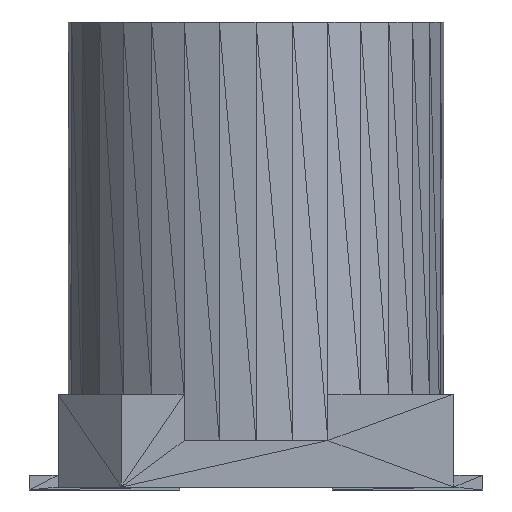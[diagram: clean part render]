
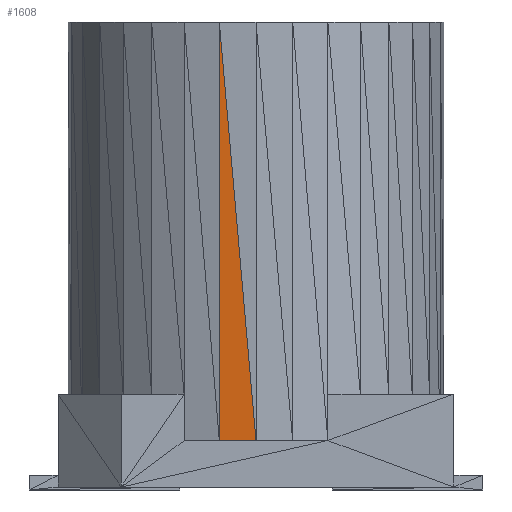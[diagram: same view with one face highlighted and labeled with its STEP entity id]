
A CAD part, front view. The second image highlights one B-rep face of the part: STEP entity #1608.
In plain terms, the highlighted planar face has unit normal (-0.098, -0.995, 0).
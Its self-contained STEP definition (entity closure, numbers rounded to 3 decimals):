
#1608=ADVANCED_FACE('',(#1609),#1635,.F.);
#1609=FACE_OUTER_BOUND('',#1610,.T.);
#1610=EDGE_LOOP('',(#1611,#1613,#1615));
#1611=ORIENTED_EDGE('',*,*,#1612,.T.);
#1612=EDGE_CURVE('',#1617,#1619,#1621,.T.);
#1613=ORIENTED_EDGE('',*,*,#1614,.T.);
#1614=EDGE_CURVE('',#1619,#1625,#1627,.T.);
#1615=ORIENTED_EDGE('',*,*,#1616,.T.);
#1616=EDGE_CURVE('',#1625,#1617,#1631,.T.);
#1617=VERTEX_POINT('',#1618);
#1618=CARTESIAN_POINT('',(-0.631,-3.171,8.052));
#1619=VERTEX_POINT('',#1620);
#1620=CARTESIAN_POINT('',(0.0,-3.233,0.851));
#1621=LINE('',#1622,#1623);
#1622=CARTESIAN_POINT('',(-0.631,-3.171,8.052));
#1623=VECTOR('',#1624,1.0);
#1624=DIRECTION('',(-0.087,0.009,0.996));
#1625=VERTEX_POINT('',#1626);
#1626=CARTESIAN_POINT('',(-0.631,-3.171,0.851));
#1627=LINE('',#1628,#1629);
#1628=CARTESIAN_POINT('',(0.0,-3.233,0.851));
#1629=VECTOR('',#1630,1.0);
#1630=DIRECTION('',(0.995,-0.098,0.0));
#1631=LINE('',#1632,#1633);
#1632=CARTESIAN_POINT('',(-0.631,-3.171,0.851));
#1633=VECTOR('',#1634,1.0);
#1634=DIRECTION('',(0.0,0.0,-1.0));
#1635=PLANE('',#1636);
#1636=AXIS2_PLACEMENT_3D('',#1637,#1638,#1639);
#1637=CARTESIAN_POINT('',(0.0,-3.233,0.851));
#1638=DIRECTION('',(0.098,0.995,0.0));
#1639=DIRECTION('',(0.0,0.0,1.0));
